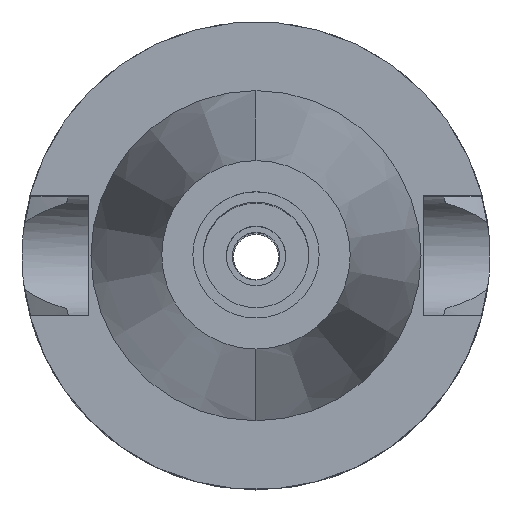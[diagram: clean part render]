
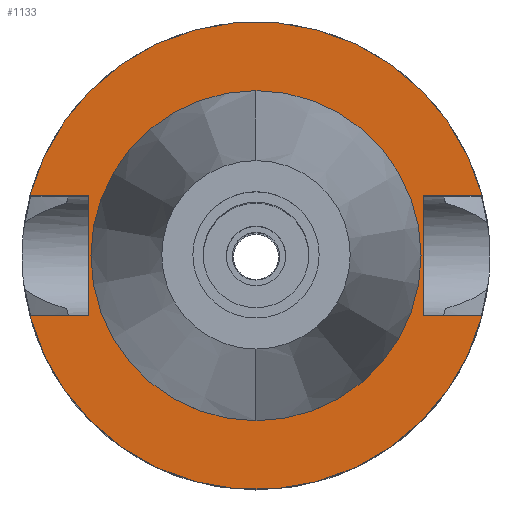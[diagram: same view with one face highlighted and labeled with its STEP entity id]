
A CAD part, top view. The second image highlights one B-rep face of the part: STEP entity #1133.
In plain terms, the highlighted planar face has unit normal (0, 0, 1).
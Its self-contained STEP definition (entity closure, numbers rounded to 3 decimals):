
#7 = CARTESIAN_POINT ( 'NONE',  ( -30.454, 8.05, -1. ) ) ;
#10 = ORIENTED_EDGE ( 'NONE', *, *, #2346, .F. ) ;
#19 = CARTESIAN_POINT ( 'NONE',  ( -22.5, -8.05, -1. ) ) ;
#91 = ORIENTED_EDGE ( 'NONE', *, *, #181, .F. ) ;
#142 = CIRCLE ( 'NONE', #2747, 22.225 ) ;
#164 = DIRECTION ( 'NONE',  ( 0., 0., 1. ) ) ;
#181 = EDGE_CURVE ( 'NONE', #2087, #1084, #1249, .T. ) ;
#267 = VECTOR ( 'NONE', #939, 1000. ) ;
#288 = VECTOR ( 'NONE', #2076, 1000. ) ;
#335 = ORIENTED_EDGE ( 'NONE', *, *, #1312, .F. ) ;
#372 = DIRECTION ( 'NONE',  ( 0., 1., 0. ) ) ;
#397 = CARTESIAN_POINT ( 'NONE',  ( 22.5, 8.05, -1. ) ) ;
#412 = CARTESIAN_POINT ( 'NONE',  ( 0., 0., -1. ) ) ;
#419 = VERTEX_POINT ( 'NONE', #421 ) ;
#421 = CARTESIAN_POINT ( 'NONE',  ( 22.5, 8.05, -1. ) ) ;
#497 = DIRECTION ( 'NONE',  ( 0., -1., 0. ) ) ;
#526 = CARTESIAN_POINT ( 'NONE',  ( 22.5, 8.05, -1. ) ) ;
#625 = CIRCLE ( 'NONE', #1807, 31.5 ) ;
#691 = LINE ( 'NONE', #19, #288 ) ;
#697 = CARTESIAN_POINT ( 'NONE',  ( -22.5, -8.05, -1. ) ) ;
#765 = ORIENTED_EDGE ( 'NONE', *, *, #1090, .F. ) ;
#777 = LINE ( 'NONE', #526, #1990 ) ;
#868 = CARTESIAN_POINT ( 'NONE',  ( -22.5, 8.05, -1. ) ) ;
#910 = VERTEX_POINT ( 'NONE', #7 ) ;
#934 = EDGE_CURVE ( 'NONE', #1919, #1655, #2055, .T. ) ;
#939 = DIRECTION ( 'NONE',  ( 1., 0., 0. ) ) ;
#980 = CARTESIAN_POINT ( 'NONE',  ( 30.454, 8.05, -1. ) ) ;
#1027 = CARTESIAN_POINT ( 'NONE',  ( -22.5, -8.05, -1. ) ) ;
#1028 = CARTESIAN_POINT ( 'NONE',  ( 30.454, -8.05, -1. ) ) ;
#1032 = DIRECTION ( 'NONE',  ( 0., -1., 0. ) ) ;
#1052 = CARTESIAN_POINT ( 'NONE',  ( 0., -22.225, -1. ) ) ;
#1084 = VERTEX_POINT ( 'NONE', #1261 ) ;
#1090 = EDGE_CURVE ( 'NONE', #419, #1338, #2657, .T. ) ;
#1133 = ADVANCED_FACE ( 'NONE', ( #1253, #2369 ), #2527, .F. ) ;
#1230 = DIRECTION ( 'NONE',  ( 0., 0., 1. ) ) ;
#1249 = LINE ( 'NONE', #1027, #2781 ) ;
#1253 = FACE_OUTER_BOUND ( 'NONE', #2173, .T. ) ;
#1261 = CARTESIAN_POINT ( 'NONE',  ( -22.5, 8.05, -1. ) ) ;
#1279 = AXIS2_PLACEMENT_3D ( 'NONE', #2549, #1230, #2105 ) ;
#1281 = ORIENTED_EDGE ( 'NONE', *, *, #2825, .F. ) ;
#1312 = EDGE_CURVE ( 'NONE', #1367, #1564, #142, .T. ) ;
#1338 = VERTEX_POINT ( 'NONE', #2221 ) ;
#1367 = VERTEX_POINT ( 'NONE', #1052 ) ;
#1446 = DIRECTION ( 'NONE',  ( 1., 0., 0. ) ) ;
#1508 = EDGE_CURVE ( 'NONE', #2087, #1655, #691, .T. ) ;
#1539 = ORIENTED_EDGE ( 'NONE', *, *, #1508, .T. ) ;
#1546 = DIRECTION ( 'NONE',  ( 0., 0., -1. ) ) ;
#1564 = VERTEX_POINT ( 'NONE', #1581 ) ;
#1576 = ORIENTED_EDGE ( 'NONE', *, *, #1950, .F. ) ;
#1581 = CARTESIAN_POINT ( 'NONE',  ( 0., 22.225, -1. ) ) ;
#1586 = EDGE_LOOP ( 'NONE', ( #10, #335 ) ) ;
#1599 = ORIENTED_EDGE ( 'NONE', *, *, #934, .F. ) ;
#1631 = LINE ( 'NONE', #2350, #267 ) ;
#1655 = VERTEX_POINT ( 'NONE', #1825 ) ;
#1807 = AXIS2_PLACEMENT_3D ( 'NONE', #412, #1546, #372 ) ;
#1825 = CARTESIAN_POINT ( 'NONE',  ( -30.454, -8.05, -1. ) ) ;
#1856 = CIRCLE ( 'NONE', #1279, 22.225 ) ;
#1862 = AXIS2_PLACEMENT_3D ( 'NONE', #2631, #2139, #497 ) ;
#1887 = EDGE_CURVE ( 'NONE', #910, #2241, #625, .T. ) ;
#1919 = VERTEX_POINT ( 'NONE', #1028 ) ;
#1950 = EDGE_CURVE ( 'NONE', #1084, #910, #1971, .T. ) ;
#1971 = LINE ( 'NONE', #868, #2290 ) ;
#1990 = VECTOR ( 'NONE', #1446, 1000. ) ;
#2008 = ORIENTED_EDGE ( 'NONE', *, *, #1887, .F. ) ;
#2055 = CIRCLE ( 'NONE', #2496, 31.5 ) ;
#2076 = DIRECTION ( 'NONE',  ( -1., 0., 0. ) ) ;
#2087 = VERTEX_POINT ( 'NONE', #697 ) ;
#2105 = DIRECTION ( 'NONE',  ( 0., 1., 0. ) ) ;
#2119 = DIRECTION ( 'NONE',  ( 0., 0., -1. ) ) ;
#2139 = DIRECTION ( 'NONE',  ( 0., 0., -1. ) ) ;
#2173 = EDGE_LOOP ( 'NONE', ( #1539, #1599, #1281, #765, #2696, #2008, #1576, #91 ) ) ;
#2221 = CARTESIAN_POINT ( 'NONE',  ( 22.5, -8.05, -1. ) ) ;
#2241 = VERTEX_POINT ( 'NONE', #980 ) ;
#2255 = CARTESIAN_POINT ( 'NONE',  ( 0., 0., -1. ) ) ;
#2290 = VECTOR ( 'NONE', #2397, 1000. ) ;
#2346 = EDGE_CURVE ( 'NONE', #1564, #1367, #1856, .T. ) ;
#2350 = CARTESIAN_POINT ( 'NONE',  ( 22.5, -8.05, -1. ) ) ;
#2369 = FACE_BOUND ( 'NONE', #1586, .T. ) ;
#2397 = DIRECTION ( 'NONE',  ( -1., 0., 0. ) ) ;
#2443 = VECTOR ( 'NONE', #2915, 1000. ) ;
#2496 = AXIS2_PLACEMENT_3D ( 'NONE', #2646, #2119, #2611 ) ;
#2527 = PLANE ( 'NONE',  #1862 ) ;
#2549 = CARTESIAN_POINT ( 'NONE',  ( 0., 0., -1. ) ) ;
#2611 = DIRECTION ( 'NONE',  ( 0., -1., 0. ) ) ;
#2631 = CARTESIAN_POINT ( 'NONE',  ( 0., 0., -1. ) ) ;
#2646 = CARTESIAN_POINT ( 'NONE',  ( 0., 0., -1. ) ) ;
#2657 = LINE ( 'NONE', #397, #2443 ) ;
#2696 = ORIENTED_EDGE ( 'NONE', *, *, #2772, .T. ) ;
#2747 = AXIS2_PLACEMENT_3D ( 'NONE', #2255, #164, #1032 ) ;
#2772 = EDGE_CURVE ( 'NONE', #419, #2241, #777, .T. ) ;
#2781 = VECTOR ( 'NONE', #2864, 1000. ) ;
#2825 = EDGE_CURVE ( 'NONE', #1338, #1919, #1631, .T. ) ;
#2864 = DIRECTION ( 'NONE',  ( 0., 1., 0. ) ) ;
#2915 = DIRECTION ( 'NONE',  ( 0., -1., 0. ) ) ;
